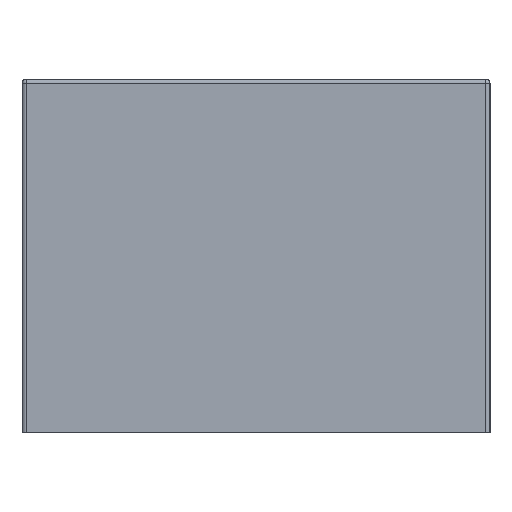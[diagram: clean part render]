
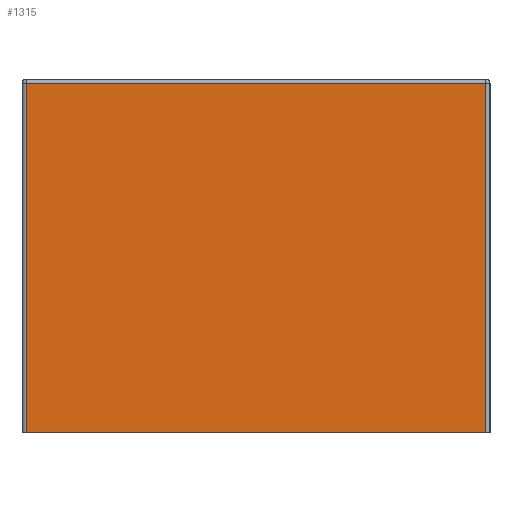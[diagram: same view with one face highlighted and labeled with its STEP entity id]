
A CAD part, left-side view. The second image highlights one B-rep face of the part: STEP entity #1315.
In plain terms, the highlighted planar face has unit normal (-1, 0, 0).
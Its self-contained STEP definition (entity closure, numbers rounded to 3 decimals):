
#222=FACE_OUTER_BOUND('',#304,.T.);
#304=EDGE_LOOP('',(#1020,#1021,#1022,#1023));
#362=LINE('',#1937,#463);
#408=LINE('',#2107,#509);
#410=LINE('',#2116,#511);
#413=LINE('',#2123,#514);
#463=VECTOR('',#1546,10.);
#509=VECTOR('',#1706,10.);
#511=VECTOR('',#1718,10.);
#514=VECTOR('',#1727,10.);
#563=VERTEX_POINT('',#1934);
#564=VERTEX_POINT('',#1936);
#615=VERTEX_POINT('',#2103);
#616=VERTEX_POINT('',#2110);
#681=EDGE_CURVE('',#564,#563,#362,.T.);
#760=EDGE_CURVE('',#564,#615,#408,.T.);
#765=EDGE_CURVE('',#616,#563,#410,.T.);
#769=EDGE_CURVE('',#615,#616,#413,.T.);
#1020=ORIENTED_EDGE('',*,*,#765,.F.);
#1021=ORIENTED_EDGE('',*,*,#769,.F.);
#1022=ORIENTED_EDGE('',*,*,#760,.F.);
#1023=ORIENTED_EDGE('',*,*,#681,.T.);
#1261=PLANE('',#1448);
#1315=ADVANCED_FACE('',(#222),#1261,.T.);
#1448=AXIS2_PLACEMENT_3D('',#2130,#1734,#1735);
#1546=DIRECTION('',(0.,-1.,0.));
#1706=DIRECTION('',(0.,0.,1.));
#1718=DIRECTION('',(0.,0.,-1.));
#1727=DIRECTION('',(0.,-1.,0.));
#1734=DIRECTION('center_axis',(-1.,0.,0.));
#1735=DIRECTION('ref_axis',(0.,-1.,0.));
#1934=CARTESIAN_POINT('',(-1.55,-1.105,0.));
#1936=CARTESIAN_POINT('',(-1.55,1.105,0.));
#1937=CARTESIAN_POINT('',(-1.55,1.125,0.));
#2103=CARTESIAN_POINT('',(-1.55,1.105,1.68));
#2107=CARTESIAN_POINT('',(-1.55,1.105,0.));
#2110=CARTESIAN_POINT('',(-1.55,-1.105,1.68));
#2116=CARTESIAN_POINT('',(-1.55,-1.105,0.));
#2123=CARTESIAN_POINT('',(-1.55,0.563,1.68));
#2130=CARTESIAN_POINT('Origin',(-1.55,1.125,0.));
